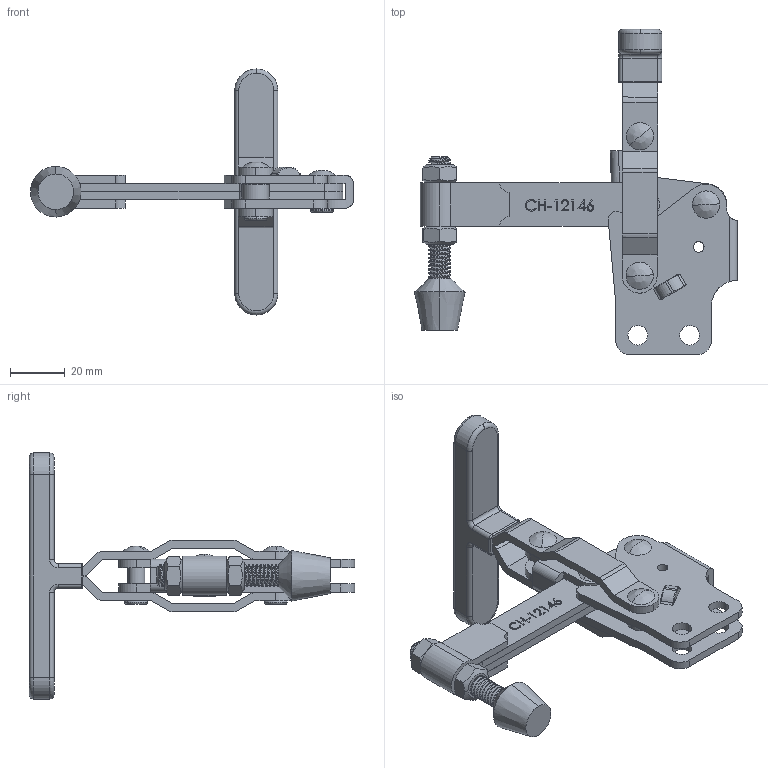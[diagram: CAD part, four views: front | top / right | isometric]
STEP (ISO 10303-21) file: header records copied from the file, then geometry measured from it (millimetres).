
FILE_DESCRIPTION (( 'STEP AP203' ), '1' );
FILE_NAME ('CH-12146.STEP', '2017-11-08T08:54:42', ( 'Windows' ), ( 'Microsoft' ), 'SwSTEP 2.0', 'SolidWorks 2015', '' );
FILE_SCHEMA (( 'CONFIG_CONTROL_DESIGN' ));
Length unit declared in the file: millimetre
Products named in the file (10): CH-12130-08; CH-12130-06; CH-FC-56212 Nut; CH-FC-56212 SPINDLE SUPPLIED; CH-12146-02 SHORT SOLID BAR_默认<按加工>; CH-12148-03 T-HANDLE; CH-12145-01 STRAIGHT BASE; CH-12146; CH-12130-04 CONNECTING-PLATE; CH-12130-05
Assembly tree (12 placements, depth 2):
  CH-12146
    CH-12145-01 STRAIGHT BASE
    CH-12130-04 CONNECTING-PLATE
    CH-12130-05
    CH-12130-08  x2
    CH-12130-06  x2
    CH-FC-56212 Nut  x2
    CH-FC-56212 SPINDLE SUPPLIED
    CH-12146-02 SHORT SOLID BAR_默认<按加工>
    CH-12148-03 T-HANDLE
Bounding box: 118.16 x 118.98 x 90 mm (x, y, z)
Volume: 56488.4 mm3; surface area: 40182.2 mm2
Topology: 14 solids, 14 shells, 794 faces, 2124 edges, 1382 vertices
Faces by surface type: plane 288, cylinder 247, bspline 170, torus 46, cone 43
Entity records: 33523 total; most frequent: CARTESIAN_POINT 15251, ORIENTED_EDGE 3932, DIRECTION 3013, EDGE_CURVE 1966, VERTEX_POINT 1290, LINE 1053, VECTOR 1053, AXIS2_PLACEMENT_3D 980
